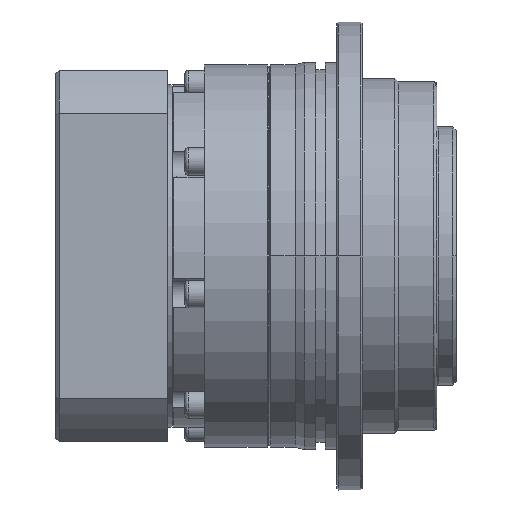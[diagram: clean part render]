
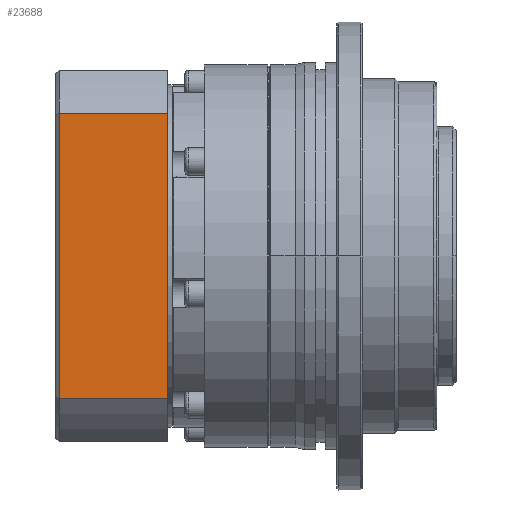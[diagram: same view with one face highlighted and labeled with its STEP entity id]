
A CAD part, front view. The second image highlights one B-rep face of the part: STEP entity #23688.
In plain terms, the highlighted planar face has unit normal (0, -1, 0).
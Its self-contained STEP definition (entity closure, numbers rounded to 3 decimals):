
#379 = FACE_OUTER_BOUND ( 'NONE', #11659, .T. ) ;
#995 = ORIENTED_EDGE ( 'NONE', *, *, #5572, .F. ) ;
#1387 = VECTOR ( 'NONE', #25757, 1000. ) ;
#1953 = CARTESIAN_POINT ( 'NONE',  ( -44.159, -57.5, 38. ) ) ;
#2255 = VERTEX_POINT ( 'NONE', #1953 ) ;
#2359 = VERTEX_POINT ( 'NONE', #22971 ) ;
#2654 = VECTOR ( 'NONE', #7782, 1000. ) ;
#5089 = EDGE_CURVE ( 'NONE', #2255, #18824, #16213, .T. ) ;
#5496 = VECTOR ( 'NONE', #18735, 1000. ) ;
#5572 = EDGE_CURVE ( 'NONE', #2359, #6595, #25852, .T. ) ;
#6595 = VERTEX_POINT ( 'NONE', #11313 ) ;
#6976 = CARTESIAN_POINT ( 'NONE',  ( -44.159, -57.5, 4.5 ) ) ;
#7782 = DIRECTION ( 'NONE',  ( -1., 0., 0. ) ) ;
#8073 = DIRECTION ( 'NONE',  ( 0., 0., 1. ) ) ;
#9821 = DIRECTION ( 'NONE',  ( 0., 1., 0. ) ) ;
#10133 = CARTESIAN_POINT ( 'NONE',  ( -44.159, -57.5, 34. ) ) ;
#11313 = CARTESIAN_POINT ( 'NONE',  ( -44.159, -57.5, 4.5 ) ) ;
#11659 = EDGE_LOOP ( 'NONE', ( #12591, #22504, #13799, #995 ) ) ;
#12591 = ORIENTED_EDGE ( 'NONE', *, *, #21730, .F. ) ;
#13770 = CARTESIAN_POINT ( 'NONE',  ( 44.159, -57.5, 0. ) ) ;
#13799 = ORIENTED_EDGE ( 'NONE', *, *, #16069, .F. ) ;
#14949 = CARTESIAN_POINT ( 'NONE',  ( 44.159, -57.5, 38. ) ) ;
#15788 = AXIS2_PLACEMENT_3D ( 'NONE', #21760, #9821, #23898 ) ;
#15833 = PLANE ( 'NONE',  #15788 ) ;
#16069 = EDGE_CURVE ( 'NONE', #6595, #2255, #22754, .T. ) ;
#16213 = LINE ( 'NONE', #18792, #5496 ) ;
#17489 = VECTOR ( 'NONE', #8073, 1000. ) ;
#18735 = DIRECTION ( 'NONE',  ( 1., 0., 0. ) ) ;
#18792 = CARTESIAN_POINT ( 'NONE',  ( -22.079, -57.5, 38. ) ) ;
#18824 = VERTEX_POINT ( 'NONE', #14949 ) ;
#21730 = EDGE_CURVE ( 'NONE', #18824, #2359, #22004, .T. ) ;
#21760 = CARTESIAN_POINT ( 'NONE',  ( -44.159, -57.5, 34. ) ) ;
#22004 = LINE ( 'NONE', #13770, #1387 ) ;
#22504 = ORIENTED_EDGE ( 'NONE', *, *, #5089, .F. ) ;
#22754 = LINE ( 'NONE', #10133, #17489 ) ;
#22971 = CARTESIAN_POINT ( 'NONE',  ( 44.159, -57.5, 4.5 ) ) ;
#23688 = ADVANCED_FACE ( 'NONE', ( #379 ), #15833, .F. ) ;
#23898 = DIRECTION ( 'NONE',  ( -1., 0., 0. ) ) ;
#25757 = DIRECTION ( 'NONE',  ( 0., 0., -1. ) ) ;
#25852 = LINE ( 'NONE', #6976, #2654 ) ;
